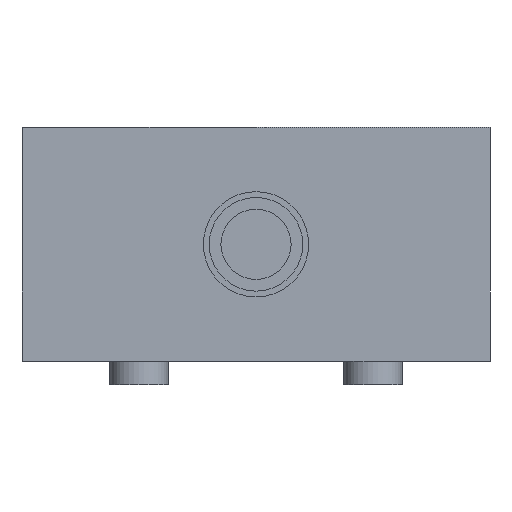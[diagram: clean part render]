
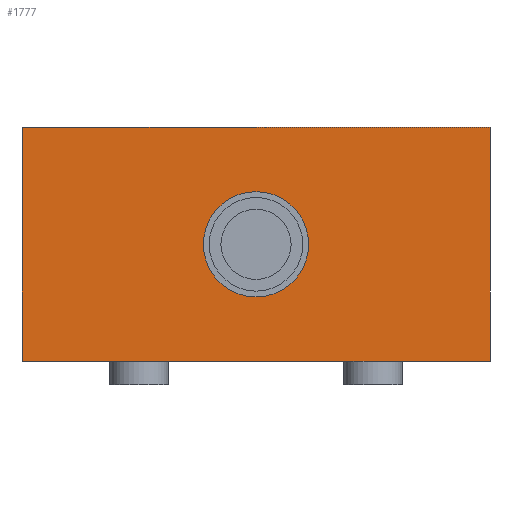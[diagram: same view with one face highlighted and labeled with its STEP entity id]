
A CAD part, front view. The second image highlights one B-rep face of the part: STEP entity #1777.
In plain terms, the highlighted planar face has unit normal (0, -1, 0).
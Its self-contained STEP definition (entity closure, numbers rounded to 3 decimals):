
#112=CIRCLE('',#2070,9.);
#553=ORIENTED_EDGE('',*,*,#809,.T.);
#554=ORIENTED_EDGE('',*,*,#799,.F.);
#555=ORIENTED_EDGE('',*,*,#808,.F.);
#556=ORIENTED_EDGE('',*,*,#805,.F.);
#557=ORIENTED_EDGE('',*,*,#802,.F.);
#799=EDGE_CURVE('',#968,#969,#1155,.T.);
#802=EDGE_CURVE('',#969,#971,#1158,.T.);
#805=EDGE_CURVE('',#971,#973,#1161,.T.);
#808=EDGE_CURVE('',#973,#968,#1164,.T.);
#809=EDGE_CURVE('',#974,#974,#112,.T.);
#968=VERTEX_POINT('',#3847);
#969=VERTEX_POINT('',#3849);
#971=VERTEX_POINT('',#3855);
#973=VERTEX_POINT('',#3861);
#974=VERTEX_POINT('',#3868);
#1155=LINE('',#3848,#1344);
#1158=LINE('',#3854,#1347);
#1161=LINE('',#3860,#1350);
#1164=LINE('',#3865,#1353);
#1344=VECTOR('',#2504,1000.);
#1347=VECTOR('',#2509,1000.);
#1350=VECTOR('',#2514,1000.);
#1353=VECTOR('',#2519,1000.);
#1469=EDGE_LOOP('',(#553));
#1470=EDGE_LOOP('',(#554,#555,#556,#557));
#1592=FACE_BOUND('',#1469,.T.);
#1593=FACE_BOUND('',#1470,.T.);
#1681=PLANE('',#2069);
#1777=ADVANCED_FACE('',(#1592,#1593),#1681,.F.);
#2069=AXIS2_PLACEMENT_3D('',#3866,#2520,#2521);
#2070=AXIS2_PLACEMENT_3D('',#3867,#2522,#2523);
#2504=DIRECTION('',(0.,0.,-1.));
#2509=DIRECTION('',(-1.,0.,0.));
#2514=DIRECTION('',(0.,0.,1.));
#2519=DIRECTION('',(1.,0.,0.));
#2520=DIRECTION('',(0.,1.,0.));
#2521=DIRECTION('',(0.,0.,1.));
#2522=DIRECTION('',(0.,1.,0.));
#2523=DIRECTION('',(1.,0.,0.));
#3847=CARTESIAN_POINT('',(40.,-1.5,20.));
#3848=CARTESIAN_POINT('',(40.,-1.5,20.));
#3849=CARTESIAN_POINT('',(40.,-1.5,-20.));
#3854=CARTESIAN_POINT('',(40.,-1.5,-20.));
#3855=CARTESIAN_POINT('',(-40.,-1.5,-20.));
#3860=CARTESIAN_POINT('',(-40.,-1.5,-20.));
#3861=CARTESIAN_POINT('',(-40.,-1.5,20.));
#3865=CARTESIAN_POINT('',(-40.,-1.5,20.));
#3866=CARTESIAN_POINT('',(0.,-1.5,0.));
#3867=CARTESIAN_POINT('',(0.,-1.5,0.));
#3868=CARTESIAN_POINT('',(9.,-1.5,0.));
